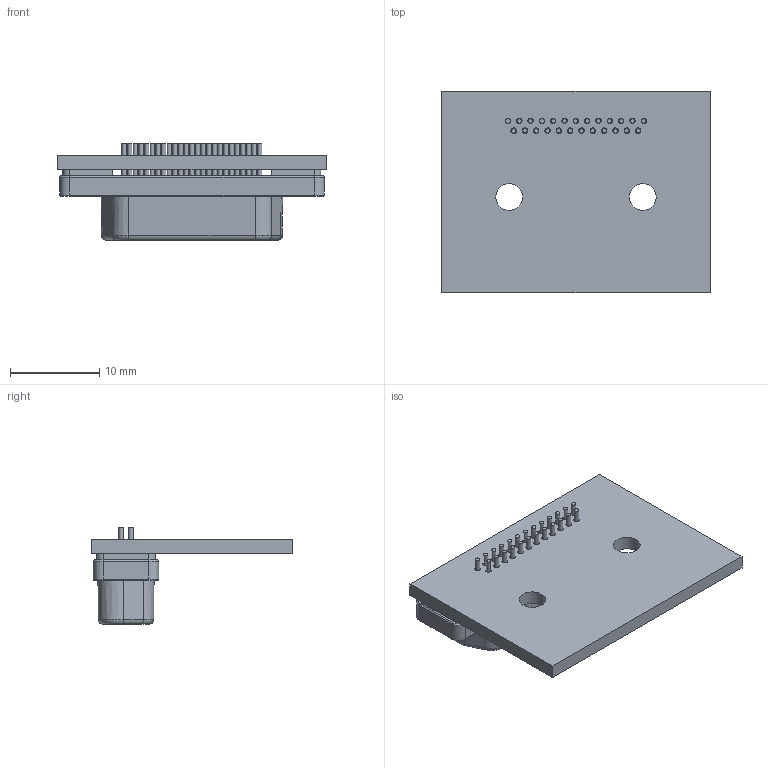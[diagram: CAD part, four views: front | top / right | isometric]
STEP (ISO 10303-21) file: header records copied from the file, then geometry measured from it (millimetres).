
FILE_DESCRIPTION(('KiCad electronic assembly'),'2;1');
FILE_NAME('micro-d-tes-aaray.step','2023-04-28T20:02:25',('Pcbnew'),( 'Kicad'),'Open CASCADE STEP processor 7.6','KiCad to STEP converter' ,'Unknown');
FILE_SCHEMA(('AUTOMOTIVE_DESIGN { 1 0 10303 214 1 1 1 1 }'));
Length unit declared in the file: millimetre
Products named in the file (4): micro-d-tes-aaray 1; 380-025-213L001; SOLID; micro-d-tes-aaray PCB
Assembly tree (3 placements, depth 3):
  micro-d-tes-aaray 1
    380-025-213L001
      SOLID
    micro-d-tes-aaray PCB
Bounding box: 30.12 x 22.59 x 10.8 mm (x, y, z)
Volume: 1749.1 mm3; surface area: 3308.8 mm2
Topology: 2 solids, 2 shells, 423 faces, 883 edges, 567 vertices
Faces by surface type: cylinder 202, plane 143, cone 58, torus 20
Full cylindrical faces by diameter (mm): 0.5 x25, 0.57 x25, 0.61 x25, 0.85 x25, 0.92 x25, 1 x25, 2.5 x2, 3 x2
Entity records: 25489 total; most frequent: CARTESIAN_POINT 7739, DIRECTION 3361, ORIENTED_EDGE 1716, PCURVE 1716, DEFINITIONAL_REPRESENTATION 1716, LINE 1485, VECTOR 1485, AXIS2_PLACEMENT_3D 887
